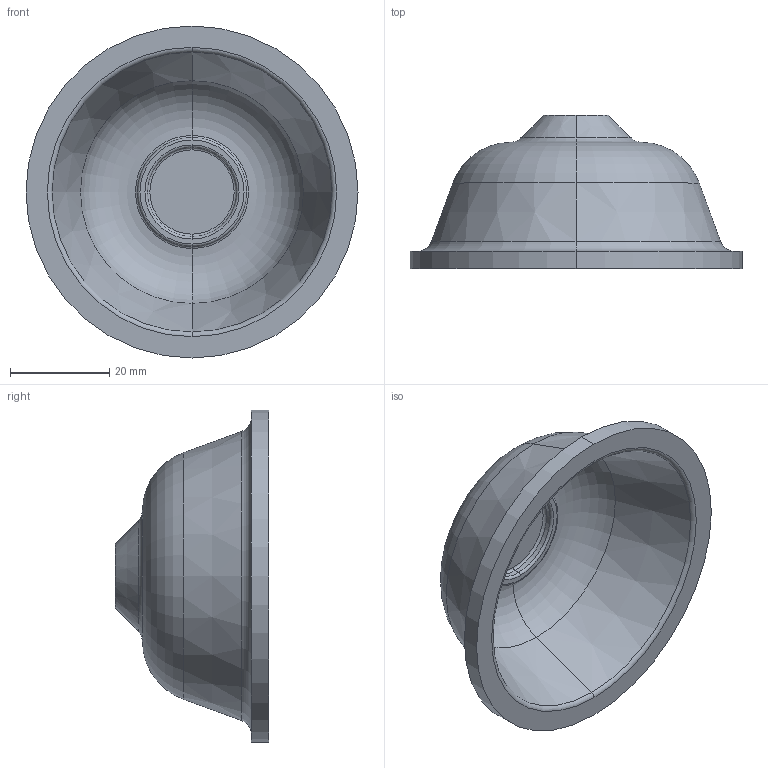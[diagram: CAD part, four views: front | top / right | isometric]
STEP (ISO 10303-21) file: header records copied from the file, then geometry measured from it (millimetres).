
FILE_DESCRIPTION (( 'STEP AP214' ), '1' );
FILE_NAME ('Coque supérieure V2.STEP', '2017-06-02T14:11:57', ( '' ), ( '' ), 'SwSTEP 2.0', 'SolidWorks 2014', '' );
FILE_SCHEMA (( 'AUTOMOTIVE_DESIGN' ));
Length unit declared in the file: millimetre
Products named in the file (1): Coque supérieure V2
Bounding box: 67 x 31 x 67 mm (x, y, z)
Volume: 17069.9 mm3; surface area: 12343.3 mm2
Topology: 1 solids, 1 shells, 35 faces, 68 edges, 38 vertices
Faces by surface type: torus 18, cone 6, cylinder 6, plane 5
Entity records: 936 total; most frequent: DIRECTION 196, CARTESIAN_POINT 142, ORIENTED_EDGE 136, AXIS2_PLACEMENT_3D 92, EDGE_CURVE 68, CIRCLE 56, EDGE_LOOP 38, VERTEX_POINT 38
